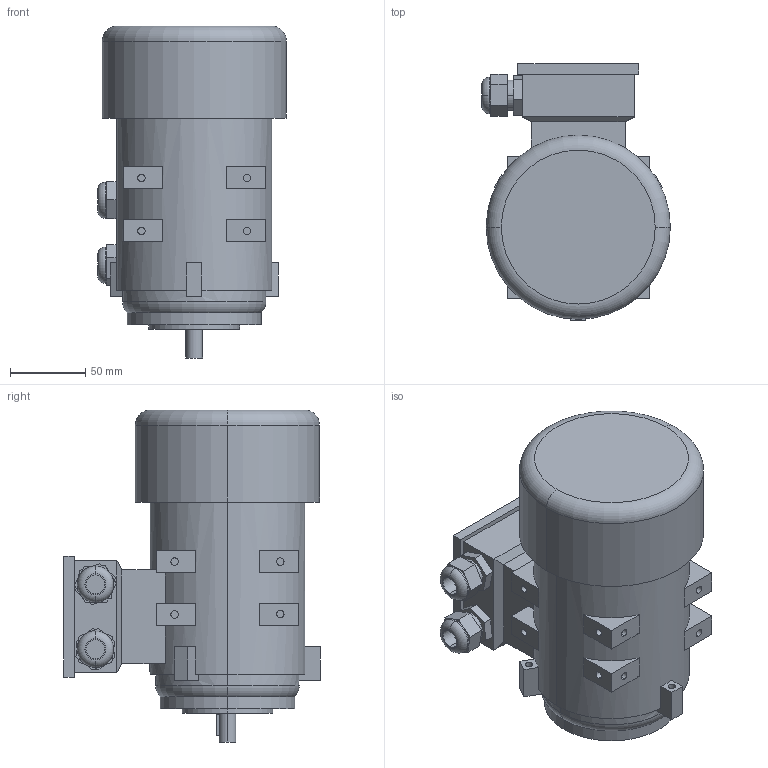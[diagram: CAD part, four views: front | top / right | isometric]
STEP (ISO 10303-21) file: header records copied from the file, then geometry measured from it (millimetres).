
FILE_DESCRIPTION (( 'STEP AP203' ), '1' );
FILE_NAME ('MS63B6_B14.STEP', '2019-07-25T13:08:50', ( '' ), ( '' ), 'SwSTEP 2.0', 'SolidWorks 2018', '' );
FILE_SCHEMA (( 'CONFIG_CONTROL_DESIGN' ));
Length unit declared in the file: millimetre
Products named in the file (1): MS63B6_B14
Bounding box: 125 x 170 x 220 mm (x, y, z)
Volume: 2162776.2 mm3; surface area: 130240.9 mm2
Topology: 1 solids, 1 shells, 211 faces, 516 edges, 334 vertices
Faces by surface type: plane 139, cylinder 64, torus 8
Entity records: 6801 total; most frequent: CARTESIAN_POINT 1574, DIRECTION 1110, ORIENTED_EDGE 1032, EDGE_CURVE 516, AXIS2_PLACEMENT_3D 398, VERTEX_POINT 334, VECTOR 314, LINE 314
